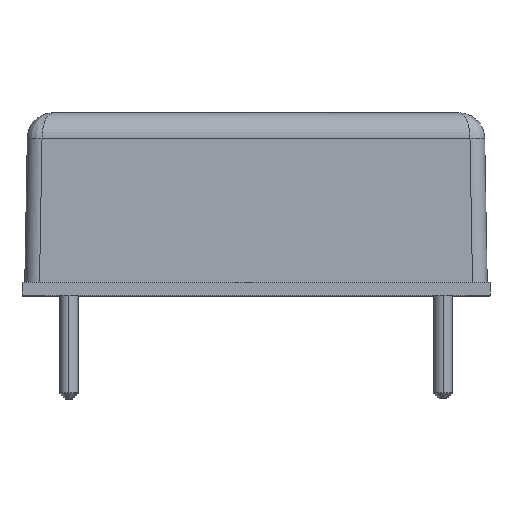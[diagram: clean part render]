
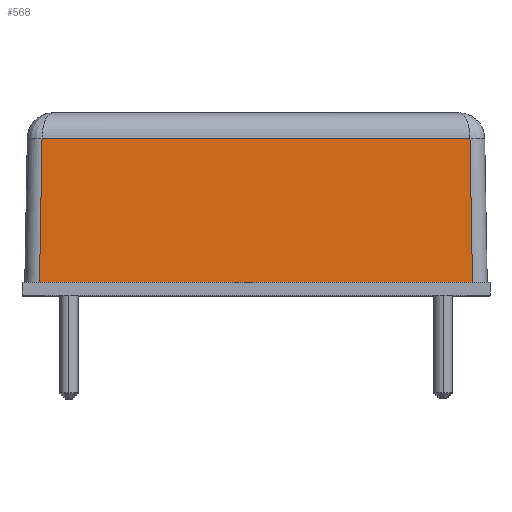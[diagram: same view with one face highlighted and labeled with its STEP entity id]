
A CAD part, top view. The second image highlights one B-rep face of the part: STEP entity #568.
In plain terms, the highlighted planar face has unit normal (0, 0.018, 1).
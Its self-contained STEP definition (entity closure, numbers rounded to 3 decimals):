
#25 = LINE ( 'NONE', #2305, #1649 ) ;
#51 = CARTESIAN_POINT ( 'NONE',  ( -11.614, 7.824, 12.413 ) ) ;
#59 = DIRECTION ( 'NONE',  ( -0.017, -1., 0.017 ) ) ;
#373 = EDGE_CURVE ( 'NONE', #2501, #1374, #1211, .T. ) ;
#380 = LINE ( 'NONE', #1305, #1551 ) ;
#423 = DIRECTION ( 'NONE',  ( 0., -1., 0.017 ) ) ;
#473 = EDGE_CURVE ( 'NONE', #1374, #1462, #25, .T. ) ;
#547 = ORIENTED_EDGE ( 'NONE', *, *, #2549, .T. ) ;
#568 = ADVANCED_FACE ( 'NONE', ( #2509 ), #1331, .T. ) ;
#637 = DIRECTION ( 'NONE',  ( -0.017, 1., -0.017 ) ) ;
#652 = CARTESIAN_POINT ( 'NONE',  ( 11.75, -0.014, 12.55 ) ) ;
#759 = CARTESIAN_POINT ( 'NONE',  ( -11.743, 0.424, 12.543 ) ) ;
#948 = ORIENTED_EDGE ( 'NONE', *, *, #373, .T. ) ;
#1045 = VERTEX_POINT ( 'NONE', #2717 ) ;
#1205 = CARTESIAN_POINT ( 'NONE',  ( 11.614, 7.824, 12.413 ) ) ;
#1211 = LINE ( 'NONE', #652, #2304 ) ;
#1305 = CARTESIAN_POINT ( 'NONE',  ( 12.55, 0., 12.55 ) ) ;
#1331 = PLANE ( 'NONE',  #2642 ) ;
#1374 = VERTEX_POINT ( 'NONE', #1205 ) ;
#1462 = VERTEX_POINT ( 'NONE', #51 ) ;
#1551 = VECTOR ( 'NONE', #2448, 1000. ) ;
#1595 = VECTOR ( 'NONE', #59, 1000. ) ;
#1649 = VECTOR ( 'NONE', #2296, 1000. ) ;
#2058 = ORIENTED_EDGE ( 'NONE', *, *, #2098, .T. ) ;
#2098 = EDGE_CURVE ( 'NONE', #1462, #1045, #2219, .T. ) ;
#2118 = CARTESIAN_POINT ( 'NONE',  ( 12.55, 0., 12.55 ) ) ;
#2133 = EDGE_LOOP ( 'NONE', ( #2965, #2058, #547, #948 ) ) ;
#2219 = LINE ( 'NONE', #759, #1595 ) ;
#2296 = DIRECTION ( 'NONE',  ( -1., 0., 0. ) ) ;
#2304 = VECTOR ( 'NONE', #637, 1000. ) ;
#2305 = CARTESIAN_POINT ( 'NONE',  ( 12.55, 7.824, 12.413 ) ) ;
#2437 = CARTESIAN_POINT ( 'NONE',  ( 11.75, 0., 12.55 ) ) ;
#2448 = DIRECTION ( 'NONE',  ( 1., 0., 0. ) ) ;
#2501 = VERTEX_POINT ( 'NONE', #2437 ) ;
#2509 = FACE_OUTER_BOUND ( 'NONE', #2133, .T. ) ;
#2549 = EDGE_CURVE ( 'NONE', #1045, #2501, #380, .T. ) ;
#2582 = DIRECTION ( 'NONE',  ( 0., 0.017, 1. ) ) ;
#2642 = AXIS2_PLACEMENT_3D ( 'NONE', #2118, #2582, #423 ) ;
#2717 = CARTESIAN_POINT ( 'NONE',  ( -11.75, 0., 12.55 ) ) ;
#2965 = ORIENTED_EDGE ( 'NONE', *, *, #473, .T. ) ;
